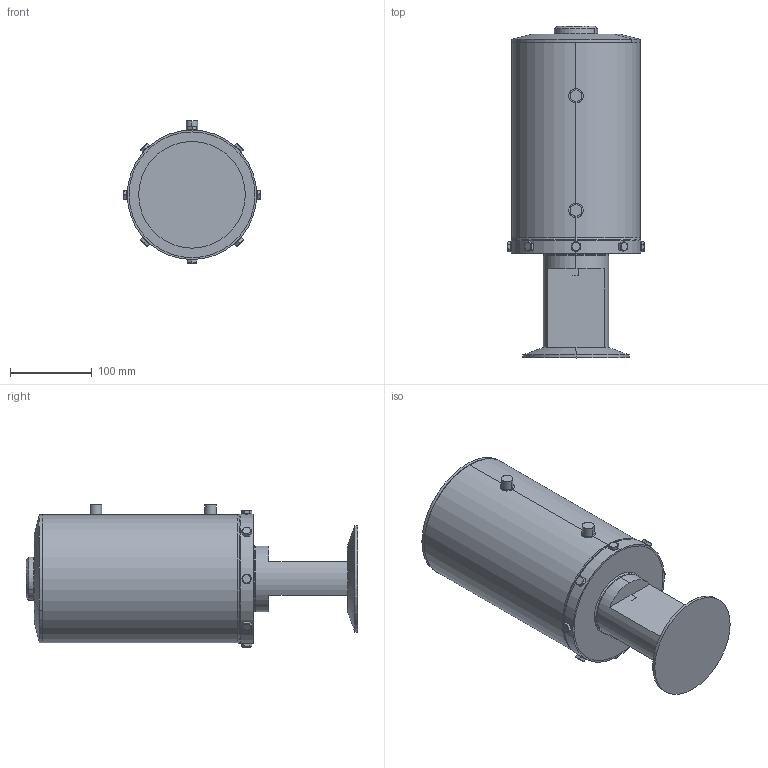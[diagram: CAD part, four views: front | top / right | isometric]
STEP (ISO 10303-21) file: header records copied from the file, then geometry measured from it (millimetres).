
FILE_DESCRIPTION (( 'STEP AP203' ), '1' );
FILE_NAME ('W72RS_SL-4.STEP', '2018-04-30T20:27:04', ( '' ), ( '' ), 'SwSTEP 2.0', 'SolidWorks 2014', '' );
FILE_SCHEMA (( 'CONFIG_CONTROL_DESIGN' ));
Length unit declared in the file: inch
Products named in the file (1): W72RS_SL-4
Bounding box: 166.83 x 405.43 x 173.7 mm (x, y, z)
Volume: 6490986.1 mm3; surface area: 396344.5 mm2
Topology: 15 solids, 15 shells, 308 faces, 656 edges, 411 vertices
Faces by surface type: plane 123, cylinder 93, cone 61, torus 31
Entity records: 8923 total; most frequent: CARTESIAN_POINT 2095, DIRECTION 1500, ORIENTED_EDGE 1312, EDGE_CURVE 656, AXIS2_PLACEMENT_3D 616, VERTEX_POINT 411, EDGE_LOOP 341, FACE_OUTER_BOUND 308
